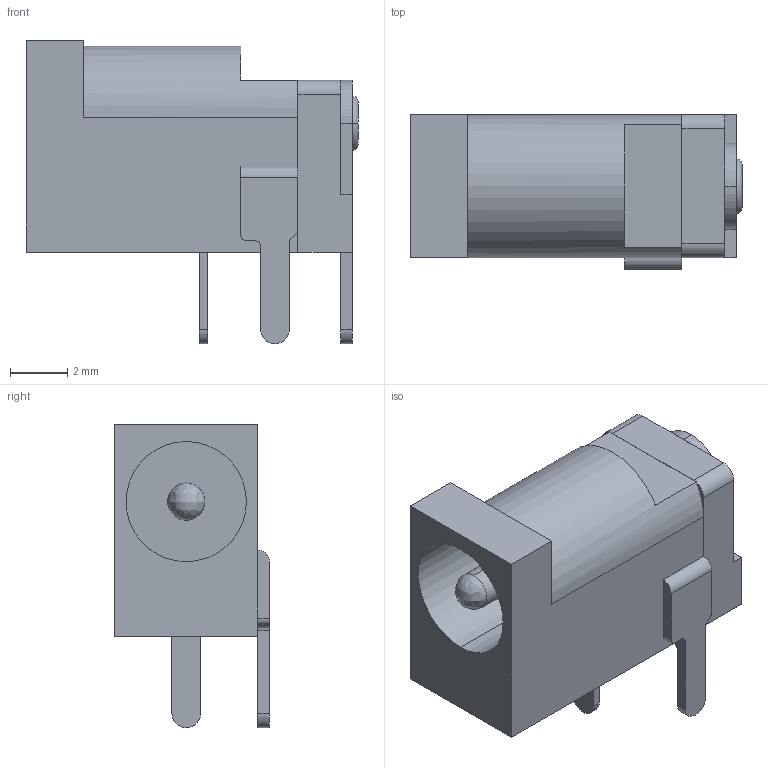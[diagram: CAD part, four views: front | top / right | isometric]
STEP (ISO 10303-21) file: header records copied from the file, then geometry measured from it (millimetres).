
FILE_DESCRIPTION (( 'STEP AP214' ), '1' );
FILE_NAME ('PJ-031D.STEP', '2023-03-11T03:15:09', ( '' ), ( '' ), 'SwSTEP 2.0', 'SolidWorks 2022', '' );
FILE_SCHEMA (( 'AUTOMOTIVE_DESIGN' ));
Length unit declared in the file: millimetre
Products named in the file (6): Open CASCADE STEP translator 6.8 5; Open CASCADE STEP translator 6.8 3; PJ-031D; Open CASCADE STEP translator 6.8 4; Open CASCADE STEP translator 6.8 2; Open CASCADE STEP translator 6.8 1
Assembly tree (5 placements, depth 2):
  PJ-031D
    Open CASCADE STEP translator 6.8 5
    Open CASCADE STEP translator 6.8 4
    Open CASCADE STEP translator 6.8 3
    Open CASCADE STEP translator 6.8 2
    Open CASCADE STEP translator 6.8 1
Bounding box: 11.6 x 5.4 x 10.6 mm (x, y, z)
Volume: 287.8 mm3; surface area: 586.2 mm2
Topology: 5 solids, 5 shells, 67 faces, 166 edges, 110 vertices
Faces by surface type: plane 44, cylinder 20, bspline 3
Entity records: 2290 total; most frequent: CARTESIAN_POINT 400, DIRECTION 354, ORIENTED_EDGE 328, EDGE_CURVE 164, AXIS2_PLACEMENT_3D 120, LINE 114, VECTOR 114, VERTEX_POINT 110
